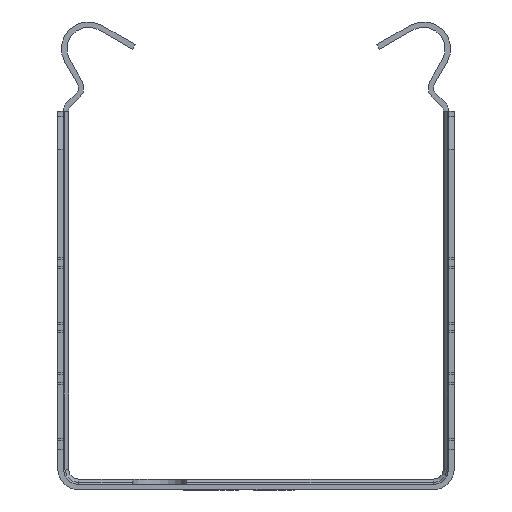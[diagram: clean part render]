
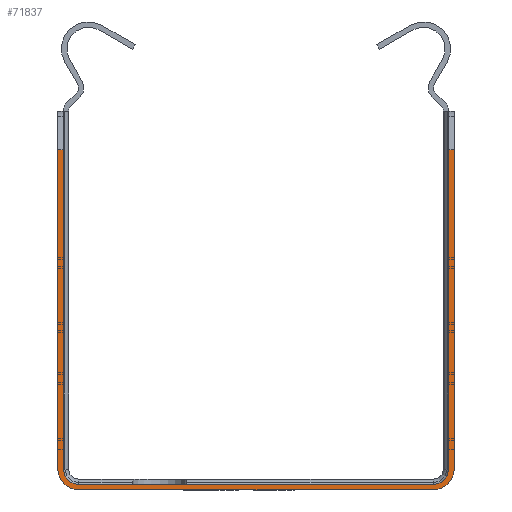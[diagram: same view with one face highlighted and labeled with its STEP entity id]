
A CAD part, front view. The second image highlights one B-rep face of the part: STEP entity #71837.
In plain terms, the highlighted planar face has unit normal (0, -1, 0).
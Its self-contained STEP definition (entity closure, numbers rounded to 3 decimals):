
#2902=CIRCLE('',#77212,2.7);
#2903=CIRCLE('',#77213,2.7);
#2904=CIRCLE('',#77214,2.);
#2905=CIRCLE('',#77215,2.);
#8044=FACE_OUTER_BOUND('',#12376,.T.);
#12376=EDGE_LOOP('',(#59510,#59511,#59512,#59513,#59514,#59515,#59516,#59517,
#59518,#59519,#59520,#59521));
#19069=LINE('',#113361,#26546);
#19236=LINE('',#113854,#26713);
#19240=LINE('',#113863,#26717);
#19243=LINE('',#113878,#26720);
#19244=LINE('',#113882,#26721);
#19245=LINE('',#113884,#26722);
#19246=LINE('',#113888,#26723);
#19247=LINE('',#113891,#26724);
#26546=VECTOR('',#92404,10.);
#26713=VECTOR('',#92899,10.);
#26717=VECTOR('',#92905,10.);
#26720=VECTOR('',#92922,10.);
#26721=VECTOR('',#92927,10.);
#26722=VECTOR('',#92928,10.);
#26723=VECTOR('',#92931,10.);
#26724=VECTOR('',#92934,10.);
#33397=VERTEX_POINT('',#113358);
#33398=VERTEX_POINT('',#113360);
#33558=VERTEX_POINT('',#113848);
#33560=VERTEX_POINT('',#113852);
#33562=VERTEX_POINT('',#113857);
#33564=VERTEX_POINT('',#113861);
#33569=VERTEX_POINT('',#113877);
#33570=VERTEX_POINT('',#113880);
#33571=VERTEX_POINT('',#113883);
#33572=VERTEX_POINT('',#113885);
#33573=VERTEX_POINT('',#113887);
#33574=VERTEX_POINT('',#113889);
#42423=EDGE_CURVE('',#33398,#33397,#19069,.T.);
#42669=EDGE_CURVE('',#33558,#33560,#19236,.T.);
#42673=EDGE_CURVE('',#33562,#33564,#19240,.T.);
#42680=EDGE_CURVE('',#33564,#33569,#19243,.T.);
#42681=EDGE_CURVE('',#33569,#33398,#2902,.T.);
#42682=EDGE_CURVE('',#33397,#33570,#2903,.T.);
#42683=EDGE_CURVE('',#33570,#33558,#19244,.T.);
#42684=EDGE_CURVE('',#33560,#33571,#19245,.T.);
#42685=EDGE_CURVE('',#33571,#33572,#2904,.T.);
#42686=EDGE_CURVE('',#33572,#33573,#19246,.T.);
#42687=EDGE_CURVE('',#33573,#33574,#2905,.T.);
#42688=EDGE_CURVE('',#33574,#33562,#19247,.T.);
#59510=ORIENTED_EDGE('',*,*,#42673,.T.);
#59511=ORIENTED_EDGE('',*,*,#42680,.T.);
#59512=ORIENTED_EDGE('',*,*,#42681,.T.);
#59513=ORIENTED_EDGE('',*,*,#42423,.T.);
#59514=ORIENTED_EDGE('',*,*,#42682,.T.);
#59515=ORIENTED_EDGE('',*,*,#42683,.T.);
#59516=ORIENTED_EDGE('',*,*,#42669,.T.);
#59517=ORIENTED_EDGE('',*,*,#42684,.T.);
#59518=ORIENTED_EDGE('',*,*,#42685,.T.);
#59519=ORIENTED_EDGE('',*,*,#42686,.T.);
#59520=ORIENTED_EDGE('',*,*,#42687,.T.);
#59521=ORIENTED_EDGE('',*,*,#42688,.T.);
#68757=PLANE('',#77211);
#71837=ADVANCED_FACE('',(#8044),#68757,.F.);
#77211=AXIS2_PLACEMENT_3D('',#113876,#92920,#92921);
#77212=AXIS2_PLACEMENT_3D('',#113879,#92923,#92924);
#77213=AXIS2_PLACEMENT_3D('',#113881,#92925,#92926);
#77214=AXIS2_PLACEMENT_3D('',#113886,#92929,#92930);
#77215=AXIS2_PLACEMENT_3D('',#113890,#92932,#92933);
#92404=DIRECTION('',(1.,0.,0.));
#92899=DIRECTION('',(-1.,0.,0.));
#92905=DIRECTION('',(-1.,0.,0.));
#92920=DIRECTION('center_axis',(0.,1.,0.));
#92921=DIRECTION('ref_axis',(0.,0.,1.));
#92922=DIRECTION('',(0.,0.,-1.));
#92923=DIRECTION('center_axis',(0.,-1.,0.));
#92924=DIRECTION('ref_axis',(1.,0.,0.));
#92925=DIRECTION('center_axis',(0.,-1.,0.));
#92926=DIRECTION('ref_axis',(0.,0.,
1.));
#92927=DIRECTION('',(0.,0.,1.));
#92928=DIRECTION('',(0.,0.,-1.));
#92929=DIRECTION('center_axis',(0.,1.,0.));
#92930=DIRECTION('ref_axis',(0.,0.,-1.));
#92931=DIRECTION('',(-1.,0.,0.));
#92932=DIRECTION('center_axis',(0.,1.,0.));
#92933=DIRECTION('ref_axis',(0.,0.,-1.));
#92934=DIRECTION('',(0.,0.,1.));
#113358=CARTESIAN_POINT('',(23.,-36.,-0.7));
#113360=CARTESIAN_POINT('',(-23.,-36.,-0.7));
#113361=CARTESIAN_POINT('',(23.,-36.,-0.7));
#113848=CARTESIAN_POINT('',(25.7,-36.,43.387));
#113852=CARTESIAN_POINT('',(25.,-36.,43.387));
#113854=CARTESIAN_POINT('',(12.5,-36.,43.387));
#113857=CARTESIAN_POINT('',(-25.,-36.,43.387));
#113861=CARTESIAN_POINT('',(-25.7,-36.,43.387));
#113863=CARTESIAN_POINT('',(12.5,-36.,43.387));
#113876=CARTESIAN_POINT('Origin',(0.,-36.,16.259));
#113877=CARTESIAN_POINT('',(-25.7,-36.,2.));
#113878=CARTESIAN_POINT('',(-25.7,-36.,2.));
#113879=CARTESIAN_POINT('Origin',(-23.,-36.,2.));
#113880=CARTESIAN_POINT('',(25.7,-36.,2.));
#113881=CARTESIAN_POINT('Origin',(23.,-36.,2.));
#113882=CARTESIAN_POINT('',(25.7,-36.,48.387));
#113883=CARTESIAN_POINT('',(25.,-36.,2.));
#113884=CARTESIAN_POINT('',(25.,-36.,13.031));
#113885=CARTESIAN_POINT('',(23.,-36.,0.));
#113886=CARTESIAN_POINT('Origin',(23.,-36.,2.));
#113887=CARTESIAN_POINT('',(-23.,-36.,0.));
#113888=CARTESIAN_POINT('',(12.,-36.,0.));
#113889=CARTESIAN_POINT('',(-25.,-36.,2.));
#113890=CARTESIAN_POINT('Origin',(-23.,-36.,2.));
#113891=CARTESIAN_POINT('',(-25.,-36.,13.031));
